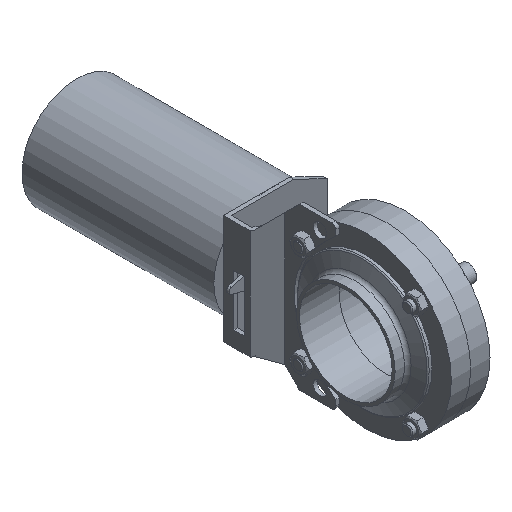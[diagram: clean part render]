
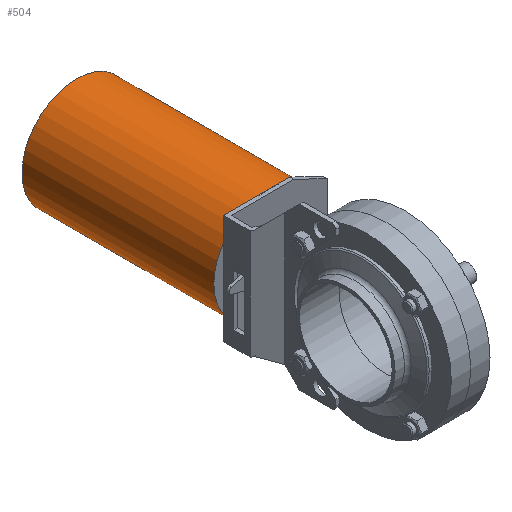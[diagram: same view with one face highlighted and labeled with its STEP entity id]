
A CAD part, isometric view. The second image highlights one B-rep face of the part: STEP entity #504.
In plain terms, the highlighted cylindrical face has radius 42.5 mm (diameter 85 mm), a full revolution.
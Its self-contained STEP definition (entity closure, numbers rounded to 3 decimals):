
#504 = ADVANCED_FACE( '', ( #949, #950 ), #951, .T. );
#949 = FACE_OUTER_BOUND( '', #1491, .T. );
#950 = FACE_OUTER_BOUND( '', #1492, .T. );
#951 = CYLINDRICAL_SURFACE( '', #1493, 42.5 );
#1491 = EDGE_LOOP( '', ( #2700 ) );
#1492 = EDGE_LOOP( '', ( #2701 ) );
#1493 = AXIS2_PLACEMENT_3D( '', #2702, #2703, #2704 );
#2700 = ORIENTED_EDGE( '', *, *, #3405, .F. );
#2701 = ORIENTED_EDGE( '', *, *, #3406, .T. );
#2702 = CARTESIAN_POINT( '', ( 0., 0., 0. ) );
#2703 = DIRECTION( '', ( 0., 1., 0. ) );
#2704 = DIRECTION( '', ( 0., 0., -1. ) );
#3405 = EDGE_CURVE( '', #4038, #4038, #4039, .T. );
#3406 = EDGE_CURVE( '', #4040, #4040, #4041, .T. );
#4038 = VERTEX_POINT( '', #5424 );
#4039 = CIRCLE( '', #5425, 42.5 );
#4040 = VERTEX_POINT( '', #5426 );
#4041 = CIRCLE( '', #5427, 42.5 );
#5424 = CARTESIAN_POINT( '', ( 0., 0., -42.5 ) );
#5425 = AXIS2_PLACEMENT_3D( '', #6082, #6083, #6084 );
#5426 = CARTESIAN_POINT( '', ( 0., 149., -42.5 ) );
#5427 = AXIS2_PLACEMENT_3D( '', #6085, #6086, #6087 );
#6082 = CARTESIAN_POINT( '', ( 0., 0., 0. ) );
#6083 = DIRECTION( '', ( 0., -1., 0. ) );
#6084 = DIRECTION( '', ( 0., 0., -1. ) );
#6085 = CARTESIAN_POINT( '', ( 0., 149., 0. ) );
#6086 = DIRECTION( '', ( 0., -1., 0. ) );
#6087 = DIRECTION( '', ( 0., 0., -1. ) );
